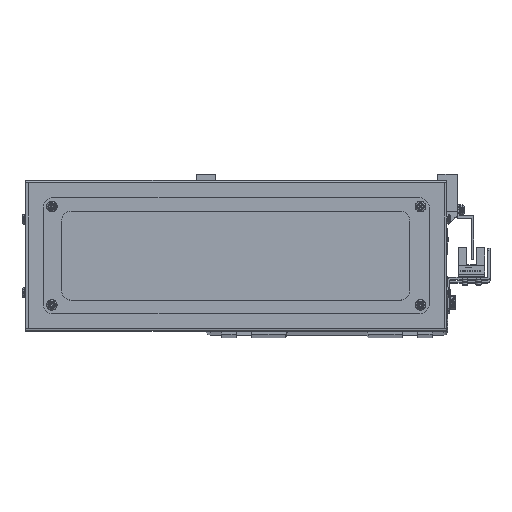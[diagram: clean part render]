
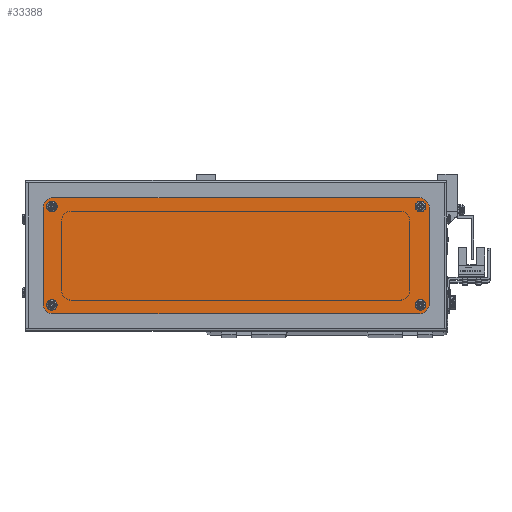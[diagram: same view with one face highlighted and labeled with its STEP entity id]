
A CAD part, top view. The second image highlights one B-rep face of the part: STEP entity #33388.
In plain terms, the highlighted planar face has unit normal (0, 0, 1).
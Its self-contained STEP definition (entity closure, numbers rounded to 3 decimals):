
#239 = EDGE_CURVE ( 'NONE', #52845, #46905, #3929, .T. ) ;
#419 = CARTESIAN_POINT ( 'NONE',  ( -97.2, -25.5, 2. ) ) ;
#1089 = AXIS2_PLACEMENT_3D ( 'NONE', #27682, #72673, #34150 ) ;
#1764 = AXIS2_PLACEMENT_3D ( 'NONE', #79240, #40713, #2139 ) ;
#1814 = CIRCLE ( 'NONE', #3965, 1.7 ) ;
#1816 = CARTESIAN_POINT ( 'NONE',  ( -95., -30., 2. ) ) ;
#2139 = DIRECTION ( 'NONE',  ( 1., 0., 0. ) ) ;
#2279 = VECTOR ( 'NONE', #60820, 1000. ) ;
#2522 = AXIS2_PLACEMENT_3D ( 'NONE', #36887, #81884, #43349 ) ;
#2878 = CARTESIAN_POINT ( 'NONE',  ( -100., -25., 2. ) ) ;
#3608 = AXIS2_PLACEMENT_3D ( 'NONE', #19973, #65028, #26518 ) ;
#3922 = CARTESIAN_POINT ( 'NONE',  ( 93.8, -25.5, 2. ) ) ;
#3929 = CIRCLE ( 'NONE', #1764, 5. ) ;
#3965 = AXIS2_PLACEMENT_3D ( 'NONE', #70914, #32395, #77370 ) ;
#3988 = AXIS2_PLACEMENT_3D ( 'NONE', #22930, #67953, #29454 ) ;
#4247 = CARTESIAN_POINT ( 'NONE',  ( 95.5, -25.5, 2. ) ) ;
#5658 = DIRECTION ( 'NONE',  ( -1., 0., 0. ) ) ;
#5799 = LINE ( 'NONE', #63746, #38075 ) ;
#6236 = CIRCLE ( 'NONE', #67920, 1.7 ) ;
#6686 = VERTEX_POINT ( 'NONE', #9996 ) ;
#6971 = ORIENTED_EDGE ( 'NONE', *, *, #63922, .F. ) ;
#8445 = VERTEX_POINT ( 'NONE', #17039 ) ;
#9392 = ORIENTED_EDGE ( 'NONE', *, *, #49867, .F. ) ;
#9996 = CARTESIAN_POINT ( 'NONE',  ( 97.2, 25.5, 2. ) ) ;
#10329 = ORIENTED_EDGE ( 'NONE', *, *, #56768, .F. ) ;
#10695 = DIRECTION ( 'NONE',  ( 1., 0., 0. ) ) ;
#11452 = CIRCLE ( 'NONE', #15690, 1.7 ) ;
#11741 = EDGE_LOOP ( 'NONE', ( #22064, #47417 ) ) ;
#12391 = CIRCLE ( 'NONE', #50347, 5. ) ;
#14421 = FACE_BOUND ( 'NONE', #11741, .T. ) ;
#15690 = AXIS2_PLACEMENT_3D ( 'NONE', #68726, #30241, #75197 ) ;
#17039 = CARTESIAN_POINT ( 'NONE',  ( 100., -25., 2. ) ) ;
#17153 = CIRCLE ( 'NONE', #37274, 1.7 ) ;
#17354 = VECTOR ( 'NONE', #5658, 1000. ) ;
#18670 = AXIS2_PLACEMENT_3D ( 'NONE', #79080, #34095, #53433 ) ;
#19582 = ORIENTED_EDGE ( 'NONE', *, *, #20901, .F. ) ;
#19973 = CARTESIAN_POINT ( 'NONE',  ( -95.5, -25.5, 2. ) ) ;
#20901 = EDGE_CURVE ( 'NONE', #79633, #6686, #11452, .T. ) ;
#21225 = CIRCLE ( 'NONE', #1089, 1.7 ) ;
#22064 = ORIENTED_EDGE ( 'NONE', *, *, #52766, .F. ) ;
#22803 = VERTEX_POINT ( 'NONE', #66496 ) ;
#22930 = CARTESIAN_POINT ( 'NONE',  ( 95.5, -25.5, 2. ) ) ;
#23159 = EDGE_CURVE ( 'NONE', #33713, #52845, #66774, .T. ) ;
#23488 = ORIENTED_EDGE ( 'NONE', *, *, #55805, .T. ) ;
#23763 = CARTESIAN_POINT ( 'NONE',  ( 100., 25., 2. ) ) ;
#24718 = CARTESIAN_POINT ( 'NONE',  ( 95., 30., 2. ) ) ;
#24986 = DIRECTION ( 'NONE',  ( 0., 1., 0. ) ) ;
#25111 = CARTESIAN_POINT ( 'NONE',  ( -95., 30., 2. ) ) ;
#26518 = DIRECTION ( 'NONE',  ( 1., 0., 0. ) ) ;
#27566 = ORIENTED_EDGE ( 'NONE', *, *, #23159, .T. ) ;
#27682 = CARTESIAN_POINT ( 'NONE',  ( 95.5, 25.5, 2. ) ) ;
#29454 = DIRECTION ( 'NONE',  ( 1., 0., 0. ) ) ;
#30241 = DIRECTION ( 'NONE',  ( 0., 0., 1. ) ) ;
#30273 = EDGE_CURVE ( 'NONE', #8445, #56423, #5799, .T. ) ;
#31201 = ORIENTED_EDGE ( 'NONE', *, *, #43767, .F. ) ;
#31367 = AXIS2_PLACEMENT_3D ( 'NONE', #71433, #32872, #77861 ) ;
#31550 = VERTEX_POINT ( 'NONE', #83277 ) ;
#31625 = FACE_BOUND ( 'NONE', #80642, .T. ) ;
#32302 = ORIENTED_EDGE ( 'NONE', *, *, #75437, .F. ) ;
#32395 = DIRECTION ( 'NONE',  ( 0., 0., 1. ) ) ;
#32418 = CARTESIAN_POINT ( 'NONE',  ( -95.5, -25.5, 2. ) ) ;
#32538 = CARTESIAN_POINT ( 'NONE',  ( -100., 25., 2. ) ) ;
#32872 = DIRECTION ( 'NONE',  ( 0., 0., 1. ) ) ;
#33388 = ADVANCED_FACE ( 'NONE', ( #31625, #63760, #80926, #14421, #33620 ), #47032, .T. ) ;
#33620 = FACE_BOUND ( 'NONE', #48760, .T. ) ;
#33713 = VERTEX_POINT ( 'NONE', #24718 ) ;
#34095 = DIRECTION ( 'NONE',  ( 0., 0., 1. ) ) ;
#34150 = DIRECTION ( 'NONE',  ( 1., 0., 0. ) ) ;
#36147 = VERTEX_POINT ( 'NONE', #53867 ) ;
#36567 = DIRECTION ( 'NONE',  ( 0., 0., 1. ) ) ;
#36887 = CARTESIAN_POINT ( 'NONE',  ( 95., 25., 2. ) ) ;
#37274 = AXIS2_PLACEMENT_3D ( 'NONE', #75088, #36567, #81582 ) ;
#38075 = VECTOR ( 'NONE', #24986, 1000. ) ;
#38246 = CARTESIAN_POINT ( 'NONE',  ( 95., -25., 2. ) ) ;
#38863 = CARTESIAN_POINT ( 'NONE',  ( -95., 30., 2. ) ) ;
#38900 = DIRECTION ( 'NONE',  ( 1., 0., 0. ) ) ;
#39289 = CARTESIAN_POINT ( 'NONE',  ( -97.2, 25.5, 2. ) ) ;
#40713 = DIRECTION ( 'NONE',  ( 0., 0., 1. ) ) ;
#43133 = CARTESIAN_POINT ( 'NONE',  ( 95., -30., 2. ) ) ;
#43349 = DIRECTION ( 'NONE',  ( 1., 0., 0. ) ) ;
#43400 = EDGE_CURVE ( 'NONE', #31550, #8445, #12391, .T. ) ;
#43767 = EDGE_CURVE ( 'NONE', #46140, #59650, #71817, .T. ) ;
#44694 = DIRECTION ( 'NONE',  ( 1., 0., 0. ) ) ;
#46140 = VERTEX_POINT ( 'NONE', #3922 ) ;
#46155 = EDGE_CURVE ( 'NONE', #56423, #33713, #73440, .T. ) ;
#46905 = VERTEX_POINT ( 'NONE', #32538 ) ;
#47032 = PLANE ( 'NONE',  #18670 ) ;
#47417 = ORIENTED_EDGE ( 'NONE', *, *, #76033, .F. ) ;
#48760 = EDGE_LOOP ( 'NONE', ( #6971, #9392 ) ) ;
#49307 = DIRECTION ( 'NONE',  ( 0., 0., 1. ) ) ;
#49682 = ORIENTED_EDGE ( 'NONE', *, *, #43400, .T. ) ;
#49829 = DIRECTION ( 'NONE',  ( 1., 0., 0. ) ) ;
#49867 = EDGE_CURVE ( 'NONE', #36147, #74730, #51793, .T. ) ;
#50347 = AXIS2_PLACEMENT_3D ( 'NONE', #38246, #83221, #44694 ) ;
#51793 = CIRCLE ( 'NONE', #74992, 1.7 ) ;
#52094 = CARTESIAN_POINT ( 'NONE',  ( -100., -25., 2. ) ) ;
#52766 = EDGE_CURVE ( 'NONE', #61568, #22803, #1814, .T. ) ;
#52845 = VERTEX_POINT ( 'NONE', #38863 ) ;
#53433 = DIRECTION ( 'NONE',  ( 1., 0., 0. ) ) ;
#53867 = CARTESIAN_POINT ( 'NONE',  ( -93.8, -25.5, 2. ) ) ;
#55805 = EDGE_CURVE ( 'NONE', #46905, #77386, #70771, .T. ) ;
#56423 = VERTEX_POINT ( 'NONE', #23763 ) ;
#56768 = EDGE_CURVE ( 'NONE', #6686, #79633, #21225, .T. ) ;
#59650 = VERTEX_POINT ( 'NONE', #77792 ) ;
#60820 = DIRECTION ( 'NONE',  ( 0., -1., 0. ) ) ;
#61568 = VERTEX_POINT ( 'NONE', #39289 ) ;
#61899 = ORIENTED_EDGE ( 'NONE', *, *, #239, .T. ) ;
#61961 = EDGE_CURVE ( 'NONE', #69684, #31550, #64021, .T. ) ;
#62005 = VECTOR ( 'NONE', #49829, 1000. ) ;
#62955 = EDGE_LOOP ( 'NONE', ( #73925, #82073, #49682, #69830, #73969, #27566, #61899, #23488 ) ) ;
#63746 = CARTESIAN_POINT ( 'NONE',  ( 100., 25., 2. ) ) ;
#63760 = FACE_BOUND ( 'NONE', #75940, .T. ) ;
#63922 = EDGE_CURVE ( 'NONE', #74730, #36147, #78941, .T. ) ;
#64021 = LINE ( 'NONE', #43133, #62005 ) ;
#65028 = DIRECTION ( 'NONE',  ( 0., 0., 1. ) ) ;
#66496 = CARTESIAN_POINT ( 'NONE',  ( -93.8, 25.5, 2. ) ) ;
#66774 = LINE ( 'NONE', #25111, #17354 ) ;
#67920 = AXIS2_PLACEMENT_3D ( 'NONE', #4247, #49307, #10695 ) ;
#67953 = DIRECTION ( 'NONE',  ( 0., 0., 1. ) ) ;
#68726 = CARTESIAN_POINT ( 'NONE',  ( 95.5, 25.5, 2. ) ) ;
#69684 = VERTEX_POINT ( 'NONE', #1816 ) ;
#69830 = ORIENTED_EDGE ( 'NONE', *, *, #30273, .T. ) ;
#70771 = LINE ( 'NONE', #2878, #2279 ) ;
#70913 = CARTESIAN_POINT ( 'NONE',  ( 93.8, 25.5, 2. ) ) ;
#70914 = CARTESIAN_POINT ( 'NONE',  ( -95.5, 25.5, 2. ) ) ;
#71433 = CARTESIAN_POINT ( 'NONE',  ( -95., -25., 2. ) ) ;
#71817 = CIRCLE ( 'NONE', #3988, 1.7 ) ;
#72673 = DIRECTION ( 'NONE',  ( 0., 0., 1. ) ) ;
#73440 = CIRCLE ( 'NONE', #2522, 5. ) ;
#73925 = ORIENTED_EDGE ( 'NONE', *, *, #76301, .T. ) ;
#73969 = ORIENTED_EDGE ( 'NONE', *, *, #46155, .T. ) ;
#74730 = VERTEX_POINT ( 'NONE', #419 ) ;
#74992 = AXIS2_PLACEMENT_3D ( 'NONE', #32418, #77400, #38900 ) ;
#75088 = CARTESIAN_POINT ( 'NONE',  ( -95.5, 25.5, 2. ) ) ;
#75197 = DIRECTION ( 'NONE',  ( 1., 0., 0. ) ) ;
#75437 = EDGE_CURVE ( 'NONE', #59650, #46140, #6236, .T. ) ;
#75940 = EDGE_LOOP ( 'NONE', ( #19582, #10329 ) ) ;
#76033 = EDGE_CURVE ( 'NONE', #22803, #61568, #17153, .T. ) ;
#76301 = EDGE_CURVE ( 'NONE', #77386, #69684, #82647, .T. ) ;
#77370 = DIRECTION ( 'NONE',  ( 1., 0., 0. ) ) ;
#77386 = VERTEX_POINT ( 'NONE', #52094 ) ;
#77400 = DIRECTION ( 'NONE',  ( 0., 0., 1. ) ) ;
#77792 = CARTESIAN_POINT ( 'NONE',  ( 97.2, -25.5, 2. ) ) ;
#77861 = DIRECTION ( 'NONE',  ( 1., 0., 0. ) ) ;
#78941 = CIRCLE ( 'NONE', #3608, 1.7 ) ;
#79080 = CARTESIAN_POINT ( 'NONE',  ( -95., -25., 2. ) ) ;
#79240 = CARTESIAN_POINT ( 'NONE',  ( -95., 25., 2. ) ) ;
#79633 = VERTEX_POINT ( 'NONE', #70913 ) ;
#80642 = EDGE_LOOP ( 'NONE', ( #31201, #32302 ) ) ;
#80926 = FACE_OUTER_BOUND ( 'NONE', #62955, .T. ) ;
#81582 = DIRECTION ( 'NONE',  ( 1., 0., 0. ) ) ;
#81884 = DIRECTION ( 'NONE',  ( 0., 0., 1. ) ) ;
#82073 = ORIENTED_EDGE ( 'NONE', *, *, #61961, .T. ) ;
#82647 = CIRCLE ( 'NONE', #31367, 5. ) ;
#83221 = DIRECTION ( 'NONE',  ( 0., 0., 1. ) ) ;
#83277 = CARTESIAN_POINT ( 'NONE',  ( 95., -30., 2. ) ) ;
